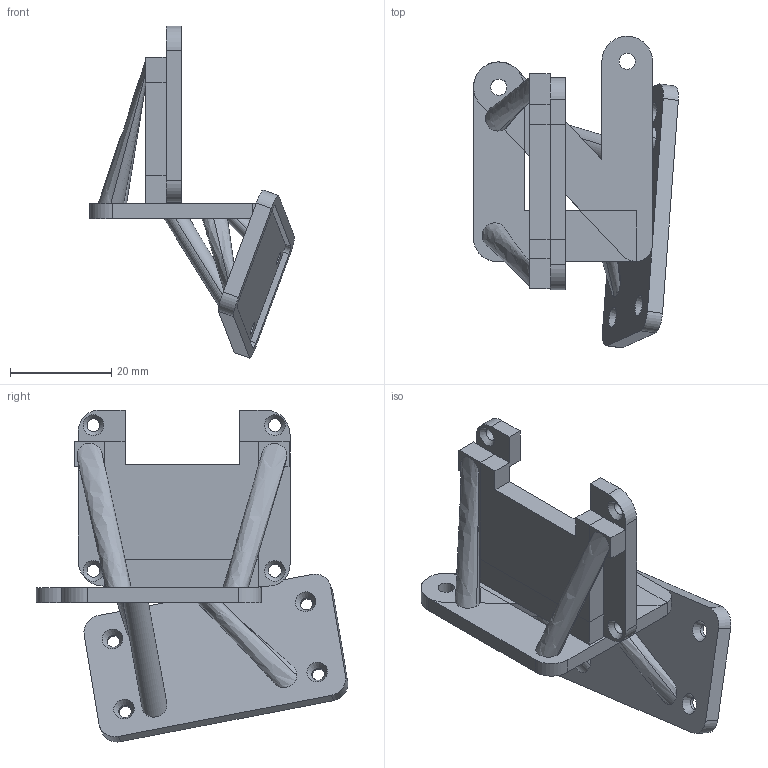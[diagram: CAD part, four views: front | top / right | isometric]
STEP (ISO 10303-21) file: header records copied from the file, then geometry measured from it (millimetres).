
FILE_DESCRIPTION(('FreeCAD Model'),'2;1');
FILE_NAME('Open CASCADE Shape Model','2025-01-10T14:24:10',(''),(''), 'Open CASCADE STEP processor 7.6','FreeCAD','Unknown');
FILE_SCHEMA(('AUTOMOTIVE_DESIGN { 1 0 10303 214 1 1 1 1 }'));
Length unit declared in the file: millimetre
Products named in the file (7): trackball-and-thumb-cluster; base; thumb-cluster; new mount; thumb-cluster-mount; trackball-mount
Assembly tree (6 placements, depth 3):
  trackball-and-thumb-cluster
    base
    thumb-cluster
      base
      new mount
      thumb-cluster-mount
    trackball-mount
Bounding box: 40.52 x 61.63 x 65.65 mm (x, y, z)
Volume: 12780.3 mm3; surface area: 13038.4 mm2
Topology: 7 solids, 7 shells, 136 faces, 331 edges, 215 vertices
Faces by surface type: plane 88, cylinder 30, bspline 10, cone 8
Full cylindrical faces by diameter (mm): 2.5 x8, 3.2 x3, 3.3 x2
Entity records: 4361 total; most frequent: CARTESIAN_POINT 909, DIRECTION 679, ORIENTED_EDGE 662, EDGE_CURVE 331, LINE 229, VECTOR 229, AXIS2_PLACEMENT_3D 225, VERTEX_POINT 215
